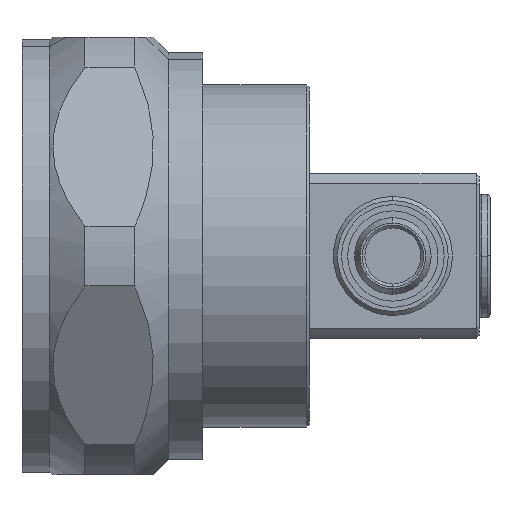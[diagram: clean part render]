
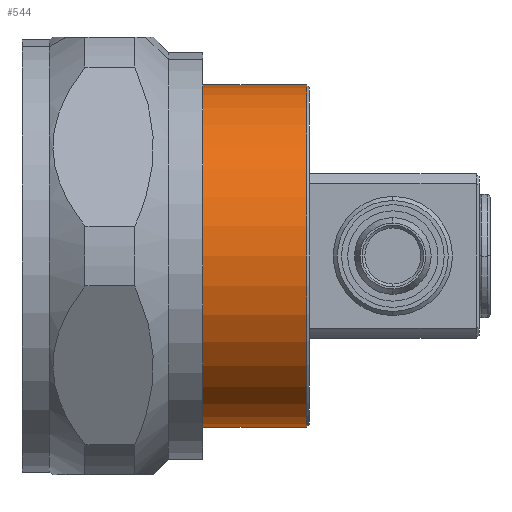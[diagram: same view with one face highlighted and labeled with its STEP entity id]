
A CAD part, front view. The second image highlights one B-rep face of the part: STEP entity #544.
In plain terms, the highlighted cylindrical face has radius 12.5 mm (diameter 25 mm), a partial arc.
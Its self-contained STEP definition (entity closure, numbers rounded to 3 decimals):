
#92 = CYLINDRICAL_SURFACE ( 'NONE', #3357, 12.5 ) ;
#302 = EDGE_CURVE ( 'NONE', #2764, #2759, #466, .T. ) ;
#421 = CARTESIAN_POINT ( 'NONE',  ( -20.2, 0., 12.5 ) ) ;
#466 = CIRCLE ( 'NONE', #5102, 12.5 ) ;
#544 = ADVANCED_FACE ( 'NONE', ( #1323 ), #92, .T. ) ;
#793 = VERTEX_POINT ( 'NONE', #421 ) ;
#1030 = CARTESIAN_POINT ( 'NONE',  ( -20.2, 0., 0. ) ) ;
#1133 = CIRCLE ( 'NONE', #1786, 12.5 ) ;
#1323 = FACE_OUTER_BOUND ( 'NONE', #5451, .T. ) ;
#1471 = DIRECTION ( 'NONE',  ( -1., 0., 0. ) ) ;
#1786 = AXIS2_PLACEMENT_3D ( 'NONE', #1030, #6044, #4972 ) ;
#1838 = CARTESIAN_POINT ( 'NONE',  ( -35.729, 0., -12.5 ) ) ;
#2177 = LINE ( 'NONE', #1838, #6006 ) ;
#2248 = ORIENTED_EDGE ( 'NONE', *, *, #302, .T. ) ;
#2491 = CARTESIAN_POINT ( 'NONE',  ( -12.6, 0., -12.5 ) ) ;
#2535 = CARTESIAN_POINT ( 'NONE',  ( -35.729, 0., 12.5 ) ) ;
#2759 = VERTEX_POINT ( 'NONE', #5712 ) ;
#2764 = VERTEX_POINT ( 'NONE', #2491 ) ;
#2824 = EDGE_CURVE ( 'NONE', #2759, #793, #6271, .T. ) ;
#3141 = CARTESIAN_POINT ( 'NONE',  ( -35.729, 0., 0. ) ) ;
#3357 = AXIS2_PLACEMENT_3D ( 'NONE', #3141, #1471, #4296 ) ;
#3675 = CARTESIAN_POINT ( 'NONE',  ( -20.2, 0., -12.5 ) ) ;
#3691 = DIRECTION ( 'NONE',  ( -1., 0., 0. ) ) ;
#4016 = CARTESIAN_POINT ( 'NONE',  ( -12.6, 0., 0. ) ) ;
#4287 = ORIENTED_EDGE ( 'NONE', *, *, #5165, .F. ) ;
#4296 = DIRECTION ( 'NONE',  ( 0., 0., 1. ) ) ;
#4340 = EDGE_CURVE ( 'NONE', #793, #5208, #1133, .T. ) ;
#4496 = ORIENTED_EDGE ( 'NONE', *, *, #4340, .T. ) ;
#4582 = DIRECTION ( 'NONE',  ( -1., 0., 0. ) ) ;
#4752 = VECTOR ( 'NONE', #3691, 1000. ) ;
#4972 = DIRECTION ( 'NONE',  ( 0., 0., -1. ) ) ;
#5102 = AXIS2_PLACEMENT_3D ( 'NONE', #4016, #4582, #5144 ) ;
#5144 = DIRECTION ( 'NONE',  ( 0., 0., 1. ) ) ;
#5165 = EDGE_CURVE ( 'NONE', #2764, #5208, #2177, .T. ) ;
#5208 = VERTEX_POINT ( 'NONE', #3675 ) ;
#5451 = EDGE_LOOP ( 'NONE', ( #4287, #2248, #5598, #4496 ) ) ;
#5598 = ORIENTED_EDGE ( 'NONE', *, *, #2824, .T. ) ;
#5712 = CARTESIAN_POINT ( 'NONE',  ( -12.6, 0., 12.5 ) ) ;
#6006 = VECTOR ( 'NONE', #6288, 1000. ) ;
#6044 = DIRECTION ( 'NONE',  ( 1., 0., 0. ) ) ;
#6271 = LINE ( 'NONE', #2535, #4752 ) ;
#6288 = DIRECTION ( 'NONE',  ( -1., 0., 0. ) ) ;
